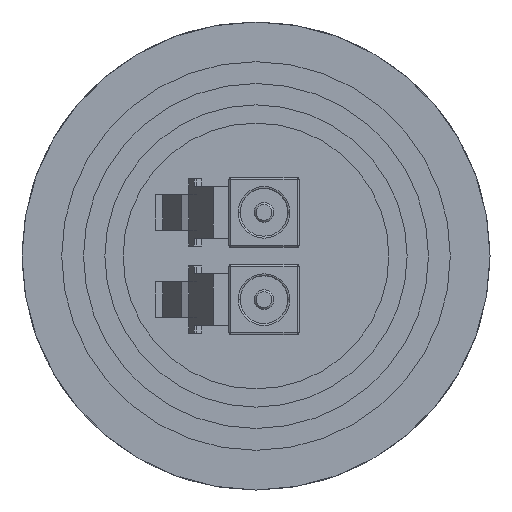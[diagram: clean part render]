
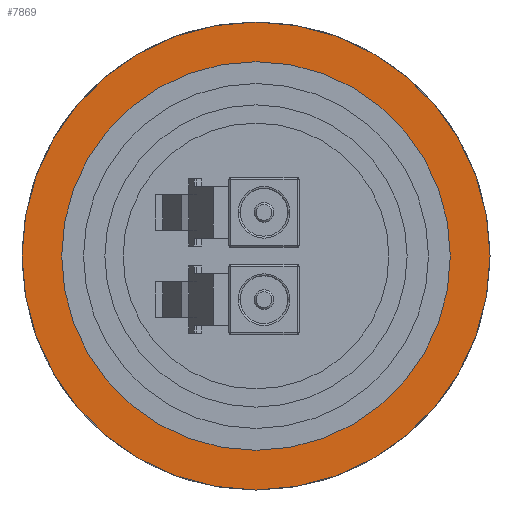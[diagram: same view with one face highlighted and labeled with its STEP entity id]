
A CAD part, front view. The second image highlights one B-rep face of the part: STEP entity #7869.
In plain terms, the highlighted face is planar.
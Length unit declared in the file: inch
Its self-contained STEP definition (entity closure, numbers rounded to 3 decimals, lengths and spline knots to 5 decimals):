
#222 = CARTESIAN_POINT ( 'NONE',  ( 0., 1.915, 0.59 ) ) ;
#1970 = PLANE ( 'NONE',  #10926 ) ;
#2412 = EDGE_CURVE ( 'NONE', #10351, #6512, #8168, .T. ) ;
#2485 = EDGE_LOOP ( 'NONE', ( #7844, #3389 ) ) ;
#2507 = AXIS2_PLACEMENT_3D ( 'NONE', #9690, #4804, #4607 ) ;
#2532 = DIRECTION ( 'NONE',  ( 0., 1., 0. ) ) ;
#2848 = CARTESIAN_POINT ( 'NONE',  ( 0., 1.915, -0.49 ) ) ;
#2872 = CARTESIAN_POINT ( 'NONE',  ( 0., 1.915, 0. ) ) ;
#3389 = ORIENTED_EDGE ( 'NONE', *, *, #4275, .F. ) ;
#3860 = EDGE_CURVE ( 'NONE', #9367, #12487, #12035, .T. ) ;
#4275 = EDGE_CURVE ( 'NONE', #12487, #9367, #5961, .T. ) ;
#4607 = DIRECTION ( 'NONE',  ( 0., 0., 1. ) ) ;
#4804 = DIRECTION ( 'NONE',  ( 0., 1., 0. ) ) ;
#4926 = AXIS2_PLACEMENT_3D ( 'NONE', #8073, #6073, #11731 ) ;
#5440 = EDGE_LOOP ( 'NONE', ( #7968, #8917 ) ) ;
#5807 = AXIS2_PLACEMENT_3D ( 'NONE', #10993, #7009, #12671 ) ;
#5961 = CIRCLE ( 'NONE', #4926, 0.49 ) ;
#6073 = DIRECTION ( 'NONE',  ( 0., 1., 0. ) ) ;
#6512 = VERTEX_POINT ( 'NONE', #7372 ) ;
#6791 = DIRECTION ( 'NONE',  ( 0., 1., 0. ) ) ;
#6928 = AXIS2_PLACEMENT_3D ( 'NONE', #7407, #2532, #12488 ) ;
#6979 = DIRECTION ( 'NONE',  ( 0., 0., -1. ) ) ;
#7009 = DIRECTION ( 'NONE',  ( 0., 1., 0. ) ) ;
#7372 = CARTESIAN_POINT ( 'NONE',  ( 0., 1.915, -0.59 ) ) ;
#7407 = CARTESIAN_POINT ( 'NONE',  ( 0., 1.915, 0. ) ) ;
#7844 = ORIENTED_EDGE ( 'NONE', *, *, #3860, .F. ) ;
#7869 = ADVANCED_FACE ( 'NONE', ( #9995, #11676 ), #1970, .T. ) ;
#7968 = ORIENTED_EDGE ( 'NONE', *, *, #11208, .T. ) ;
#8073 = CARTESIAN_POINT ( 'NONE',  ( 0., 1.915, 0. ) ) ;
#8168 = CIRCLE ( 'NONE', #6928, 0.59 ) ;
#8917 = ORIENTED_EDGE ( 'NONE', *, *, #2412, .T. ) ;
#9367 = VERTEX_POINT ( 'NONE', #9878 ) ;
#9690 = CARTESIAN_POINT ( 'NONE',  ( 0., 1.915, 0. ) ) ;
#9878 = CARTESIAN_POINT ( 'NONE',  ( 0., 1.915, 0.49 ) ) ;
#9995 = FACE_BOUND ( 'NONE', #2485, .T. ) ;
#10351 = VERTEX_POINT ( 'NONE', #222 ) ;
#10926 = AXIS2_PLACEMENT_3D ( 'NONE', #2872, #6791, #6979 ) ;
#10993 = CARTESIAN_POINT ( 'NONE',  ( 0., 1.915, 0. ) ) ;
#11208 = EDGE_CURVE ( 'NONE', #6512, #10351, #11561, .T. ) ;
#11561 = CIRCLE ( 'NONE', #5807, 0.59 ) ;
#11676 = FACE_OUTER_BOUND ( 'NONE', #5440, .T. ) ;
#11731 = DIRECTION ( 'NONE',  ( 0., 0., 1. ) ) ;
#12035 = CIRCLE ( 'NONE', #2507, 0.49 ) ;
#12487 = VERTEX_POINT ( 'NONE', #2848 ) ;
#12488 = DIRECTION ( 'NONE',  ( 0., 0., 1. ) ) ;
#12671 = DIRECTION ( 'NONE',  ( 0., 0., 1. ) ) ;
